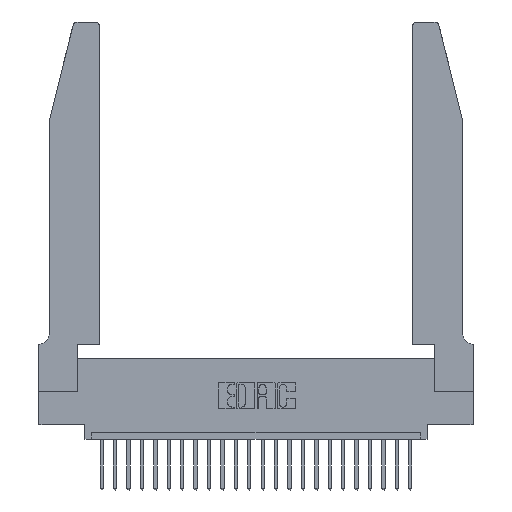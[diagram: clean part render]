
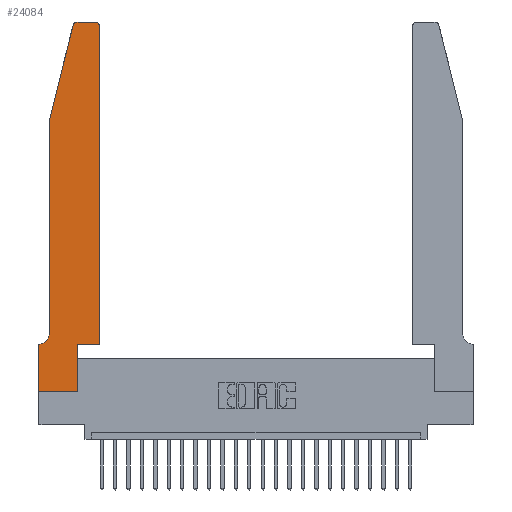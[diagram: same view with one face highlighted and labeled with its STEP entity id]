
A CAD part, top view. The second image highlights one B-rep face of the part: STEP entity #24084.
In plain terms, the highlighted planar face has unit normal (0, 0, 1).
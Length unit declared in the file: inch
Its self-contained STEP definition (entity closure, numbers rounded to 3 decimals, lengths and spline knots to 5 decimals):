
#66 = CARTESIAN_POINT ( 'NONE',  ( 0.284, 2.75, 0.37 ) ) ;
#217 = DIRECTION ( 'NONE',  ( 1., 0., 0. ) ) ;
#408 = EDGE_CURVE ( 'NONE', #794, #6514, #15443, .T. ) ;
#499 = CIRCLE ( 'NONE', #9185, 0.07 ) ;
#679 = EDGE_CURVE ( 'NONE', #4217, #6478, #8965, .T. ) ;
#723 = LINE ( 'NONE', #14840, #9927 ) ;
#794 = VERTEX_POINT ( 'NONE', #6610 ) ;
#977 = CARTESIAN_POINT ( 'NONE',  ( 0.4505, 0.35, 0.37 ) ) ;
#1027 = EDGE_CURVE ( 'NONE', #21004, #24661, #17519, .T. ) ;
#1443 = DIRECTION ( 'NONE',  ( 1., 0., 0. ) ) ;
#2001 = ORIENTED_EDGE ( 'NONE', *, *, #12306, .T. ) ;
#2052 = CARTESIAN_POINT ( 'NONE',  ( 0.4205, 2.72, 0.37 ) ) ;
#2120 = ORIENTED_EDGE ( 'NONE', *, *, #20054, .T. ) ;
#2388 = VECTOR ( 'NONE', #15851, 39.37008 ) ;
#2508 = VECTOR ( 'NONE', #7318, 39.37008 ) ;
#2662 = CARTESIAN_POINT ( 'NONE',  ( 0.4505, 2.72, 0.37 ) ) ;
#2832 = CARTESIAN_POINT ( 'NONE',  ( 0.2865, 0.35, 0.37 ) ) ;
#2870 = EDGE_CURVE ( 'NONE', #7423, #15655, #22430, .T. ) ;
#2921 = DIRECTION ( 'NONE',  ( 0., -1., 0. ) ) ;
#3113 = CARTESIAN_POINT ( 'NONE',  ( 0.0755, 2., 0.37 ) ) ;
#3136 = CARTESIAN_POINT ( 'NONE',  ( 0.25487, 2.72718, 0.37 ) ) ;
#3875 = DIRECTION ( 'NONE',  ( -1., 0., 0. ) ) ;
#4217 = VERTEX_POINT ( 'NONE', #2662 ) ;
#4239 = FACE_OUTER_BOUND ( 'NONE', #22484, .T. ) ;
#4340 = ORIENTED_EDGE ( 'NONE', *, *, #20741, .T. ) ;
#5323 = AXIS2_PLACEMENT_3D ( 'NONE', #12873, #14986, #14827 ) ;
#5382 = EDGE_CURVE ( 'NONE', #9374, #4217, #14059, .T. ) ;
#5564 = ORIENTED_EDGE ( 'NONE', *, *, #408, .T. ) ;
#6108 = LINE ( 'NONE', #16911, #18666 ) ;
#6478 = VERTEX_POINT ( 'NONE', #16220 ) ;
#6514 = VERTEX_POINT ( 'NONE', #6804 ) ;
#6604 = ORIENTED_EDGE ( 'NONE', *, *, #2870, .T. ) ;
#6610 = CARTESIAN_POINT ( 'NONE',  ( 0., 0., 0.37 ) ) ;
#6804 = CARTESIAN_POINT ( 'NONE',  ( 0.2865, 0., 0.37 ) ) ;
#6805 = LINE ( 'NONE', #977, #9537 ) ;
#7314 = CARTESIAN_POINT ( 'NONE',  ( 0.0755, 0.35, 0.37 ) ) ;
#7318 = DIRECTION ( 'NONE',  ( 1., 0., 0. ) ) ;
#7423 = VERTEX_POINT ( 'NONE', #7507 ) ;
#7507 = CARTESIAN_POINT ( 'NONE',  ( 0.0055, 0.35, 0.37 ) ) ;
#7536 = CARTESIAN_POINT ( 'NONE',  ( 0.284, 2.72, 0.37 ) ) ;
#7567 = CARTESIAN_POINT ( 'NONE',  ( 0.0055, 0.42, 0.37 ) ) ;
#7886 = LINE ( 'NONE', #23735, #11906 ) ;
#8281 = ORIENTED_EDGE ( 'NONE', *, *, #14707, .T. ) ;
#8303 = LINE ( 'NONE', #10665, #12947 ) ;
#8965 = CIRCLE ( 'NONE', #18642, 0.03 ) ;
#9185 = AXIS2_PLACEMENT_3D ( 'NONE', #7567, #13396, #3875 ) ;
#9374 = VERTEX_POINT ( 'NONE', #19445 ) ;
#9537 = VECTOR ( 'NONE', #13552, 39.37008 ) ;
#9927 = VECTOR ( 'NONE', #2921, 39.37008 ) ;
#10078 = CARTESIAN_POINT ( 'NONE',  ( 0.4505, 0.35, 0.37 ) ) ;
#10544 = DIRECTION ( 'NONE',  ( 0., 1., 0. ) ) ;
#10665 = CARTESIAN_POINT ( 'NONE',  ( 0.0755, 2., 0.37 ) ) ;
#10828 = VECTOR ( 'NONE', #18862, 39.37008 ) ;
#11090 = DIRECTION ( 'NONE',  ( -1., 0., 0. ) ) ;
#11735 = VERTEX_POINT ( 'NONE', #3113 ) ;
#11738 = EDGE_CURVE ( 'NONE', #6478, #21004, #6108, .T. ) ;
#11906 = VECTOR ( 'NONE', #15645, 39.37008 ) ;
#12306 = EDGE_CURVE ( 'NONE', #20033, #7423, #499, .T. ) ;
#12662 = DIRECTION ( 'NONE',  ( -0.239, -0.971, 0. ) ) ;
#12722 = PLANE ( 'NONE',  #5323 ) ;
#12735 = CARTESIAN_POINT ( 'NONE',  ( 0.0755, 0.42, 0.37 ) ) ;
#12873 = CARTESIAN_POINT ( 'NONE',  ( 0., 0.35, 0.37 ) ) ;
#12947 = VECTOR ( 'NONE', #12662, 39.37008 ) ;
#13200 = ORIENTED_EDGE ( 'NONE', *, *, #15787, .T. ) ;
#13396 = DIRECTION ( 'NONE',  ( 0., 0., -1. ) ) ;
#13552 = DIRECTION ( 'NONE',  ( 1., 0., 0. ) ) ;
#13862 = DIRECTION ( 'NONE',  ( 0., 0., 1. ) ) ;
#14059 = LINE ( 'NONE', #10078, #2388 ) ;
#14707 = EDGE_CURVE ( 'NONE', #24661, #11735, #8303, .T. ) ;
#14765 = ORIENTED_EDGE ( 'NONE', *, *, #11738, .T. ) ;
#14827 = DIRECTION ( 'NONE',  ( 1., 0., 0. ) ) ;
#14840 = CARTESIAN_POINT ( 'NONE',  ( 0., 0., 0.37 ) ) ;
#14986 = DIRECTION ( 'NONE',  ( 0., 0., 1. ) ) ;
#15248 = ORIENTED_EDGE ( 'NONE', *, *, #24753, .T. ) ;
#15321 = DIRECTION ( 'NONE',  ( 0., 0., 1. ) ) ;
#15443 = LINE ( 'NONE', #19037, #2508 ) ;
#15578 = LINE ( 'NONE', #18583, #17404 ) ;
#15645 = DIRECTION ( 'NONE',  ( 0., -1., 0. ) ) ;
#15655 = VERTEX_POINT ( 'NONE', #20009 ) ;
#15787 = EDGE_CURVE ( 'NONE', #23404, #9374, #6805, .T. ) ;
#15851 = DIRECTION ( 'NONE',  ( 0., 1., 0. ) ) ;
#16220 = CARTESIAN_POINT ( 'NONE',  ( 0.4205, 2.75, 0.37 ) ) ;
#16866 = AXIS2_PLACEMENT_3D ( 'NONE', #7536, #15321, #1443 ) ;
#16911 = CARTESIAN_POINT ( 'NONE',  ( 0.2605, 2.75, 0.37 ) ) ;
#17335 = ORIENTED_EDGE ( 'NONE', *, *, #679, .T. ) ;
#17404 = VECTOR ( 'NONE', #10544, 39.37008 ) ;
#17519 = CIRCLE ( 'NONE', #16866, 0.03 ) ;
#18583 = CARTESIAN_POINT ( 'NONE',  ( 0.2865, 0.35, 0.37 ) ) ;
#18642 = AXIS2_PLACEMENT_3D ( 'NONE', #2052, #13862, #217 ) ;
#18666 = VECTOR ( 'NONE', #11090, 39.37008 ) ;
#18862 = DIRECTION ( 'NONE',  ( -1., 0., 0. ) ) ;
#19037 = CARTESIAN_POINT ( 'NONE',  ( 0., 0., 0.37 ) ) ;
#19445 = CARTESIAN_POINT ( 'NONE',  ( 0.4505, 0.35, 0.37 ) ) ;
#20009 = CARTESIAN_POINT ( 'NONE',  ( 0., 0.35, 0.37 ) ) ;
#20033 = VERTEX_POINT ( 'NONE', #12735 ) ;
#20054 = EDGE_CURVE ( 'NONE', #15655, #794, #723, .T. ) ;
#20741 = EDGE_CURVE ( 'NONE', #11735, #20033, #7886, .T. ) ;
#21004 = VERTEX_POINT ( 'NONE', #66 ) ;
#21030 = ORIENTED_EDGE ( 'NONE', *, *, #5382, .T. ) ;
#22373 = ORIENTED_EDGE ( 'NONE', *, *, #1027, .T. ) ;
#22430 = LINE ( 'NONE', #7314, #10828 ) ;
#22484 = EDGE_LOOP ( 'NONE', ( #14765, #22373, #8281, #4340, #2001, #6604, #2120, #5564, #15248, #13200, #21030, #17335 ) ) ;
#23404 = VERTEX_POINT ( 'NONE', #2832 ) ;
#23735 = CARTESIAN_POINT ( 'NONE',  ( 0.0755, 2., 0.37 ) ) ;
#24084 = ADVANCED_FACE ( 'NONE', ( #4239 ), #12722, .T. ) ;
#24661 = VERTEX_POINT ( 'NONE', #3136 ) ;
#24753 = EDGE_CURVE ( 'NONE', #6514, #23404, #15578, .T. ) ;
